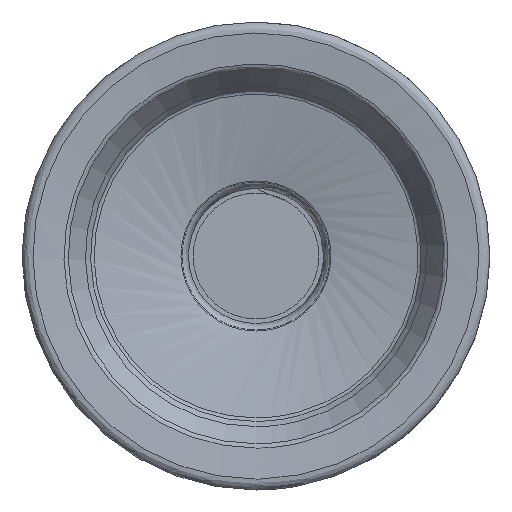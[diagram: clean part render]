
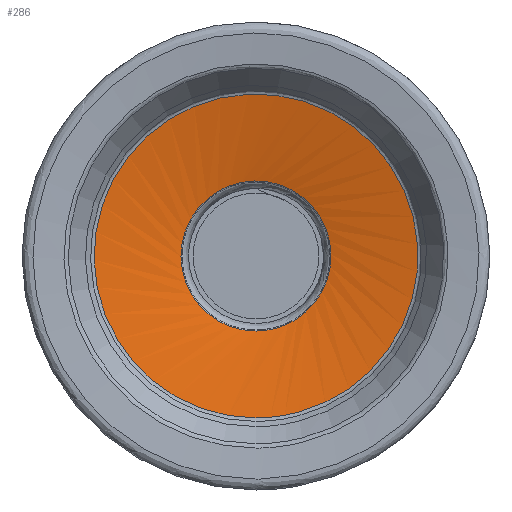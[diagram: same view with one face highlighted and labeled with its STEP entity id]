
A CAD part, left-side view. The second image highlights one B-rep face of the part: STEP entity #286.
In plain terms, the highlighted face is a revolution surface.
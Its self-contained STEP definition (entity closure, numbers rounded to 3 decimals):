
#34=LINE('',#961,#40);
#40=VECTOR('',#811,3.504);
#57=SURFACE_OF_REVOLUTION('',#34,#75);
#75=AXIS1_PLACEMENT('',#962,#812);
#286=ADVANCED_FACE('',(#356,#357),#57,.T.);
#356=FACE_BOUND('',#428,.T.);
#357=FACE_BOUND('',#429,.T.);
#428=EDGE_LOOP('',(#500));
#429=EDGE_LOOP('',(#501));
#500=ORIENTED_EDGE('',*,*,#578,.F.);
#501=ORIENTED_EDGE('',*,*,#577,.T.);
#541=VERTEX_POINT('',#956);
#542=VERTEX_POINT('',#960);
#577=EDGE_CURVE('',#541,#541,#613,.T.);
#578=EDGE_CURVE('',#542,#542,#614,.T.);
#613=CIRCLE('',#672,2.574);
#614=CIRCLE('',#674,5.555);
#672=AXIS2_PLACEMENT_3D('',#955,#804,#805);
#674=AXIS2_PLACEMENT_3D('',#959,#809,#810);
#804=DIRECTION('',(1.,0.,0.));
#805=DIRECTION('',(0.,0.,-1.));
#809=DIRECTION('',(1.,0.,0.));
#810=DIRECTION('',(0.,0.,-1.));
#811=DIRECTION('',(-0.187,-0.956,-0.228));
#812=DIRECTION('',(1.,0.,0.));
#955=CARTESIAN_POINT('',(2.168,0.,0.));
#956=CARTESIAN_POINT('',(2.168,0.,-2.574));
#959=CARTESIAN_POINT('',(1.514,0.,0.));
#960=CARTESIAN_POINT('',(1.514,0.,-5.555));
#961=CARTESIAN_POINT('',(2.168,-2.176,1.375));
#962=CARTESIAN_POINT('',(0.,0.,0.));
